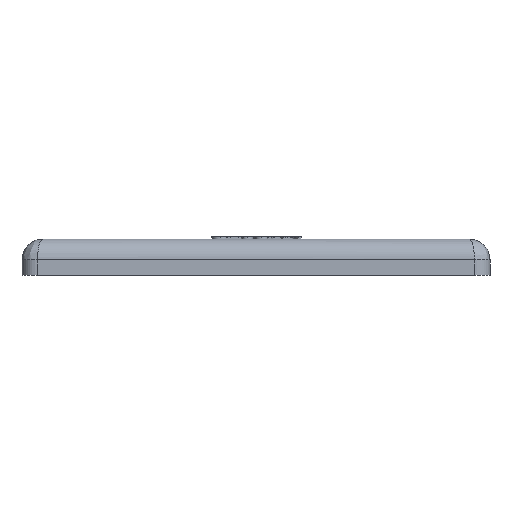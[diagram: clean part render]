
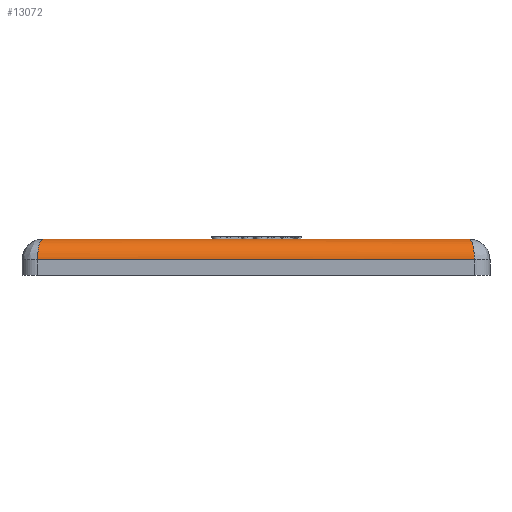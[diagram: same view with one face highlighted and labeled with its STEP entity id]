
A CAD part, front view. The second image highlights one B-rep face of the part: STEP entity #13072.
In plain terms, the highlighted cylindrical face has radius 3.175 mm (diameter 6.35 mm), a partial arc.
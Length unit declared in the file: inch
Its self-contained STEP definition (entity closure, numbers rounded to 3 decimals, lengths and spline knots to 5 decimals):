
#100=CYLINDRICAL_SURFACE('',#13772,0.125);
#1223=FACE_OUTER_BOUND('',#1999,.T.);
#1999=EDGE_LOOP('',(#11902,#11903,#11904,#11905));
#2216=LINE('',#18171,#3558);
#3331=LINE('',#23250,#4673);
#3558=VECTOR('',#14113,0.3937);
#4673=VECTOR('',#16414,0.3937);
#5045=B_SPLINE_CURVE_WITH_KNOTS('',3,(#23225,#23226,#23227,#23228,#23229,
#23230,#23231,#23232,#23233,#23234),.UNSPECIFIED.,.F.,.F.,(4,1,1,1,1,2,
4),(-0.15045,-0.12036,-0.09027,-0.06018,
-0.03009,0.,0.00056),.UNSPECIFIED.);
#5050=B_SPLINE_CURVE_WITH_KNOTS('',3,(#23414,#23415,#23416,#23417,#23418,
#23419,#23420,#23421,#23422,#23423),.UNSPECIFIED.,.F.,.F.,(4,2,1,1,1,1,
4),(-0.00056,0.,0.06018,0.07522,0.09027,
0.12036,0.15045),.UNSPECIFIED.);
#5275=VERTEX_POINT('',#18169);
#5276=VERTEX_POINT('',#18170);
#6279=VERTEX_POINT('',#23170);
#6282=VERTEX_POINT('',#23248);
#6630=EDGE_CURVE('',#5275,#5276,#2216,.T.);
#8137=EDGE_CURVE('',#6279,#5276,#5045,.T.);
#8141=EDGE_CURVE('',#6279,#6282,#3331,.T.);
#8161=EDGE_CURVE('',#5275,#6282,#5050,.T.);
#11902=ORIENTED_EDGE('',*,*,#8137,.F.);
#11903=ORIENTED_EDGE('',*,*,#8141,.T.);
#11904=ORIENTED_EDGE('',*,*,#8161,.F.);
#11905=ORIENTED_EDGE('',*,*,#6630,.T.);
#13072=ADVANCED_FACE('',(#1223),#100,.T.);
#13772=AXIS2_PLACEMENT_3D('',#23506,#16466,#16467);
#14113=DIRECTION('',(-1.,0.,0.));
#16414=DIRECTION('',(1.,0.,0.));
#16466=DIRECTION('center_axis',(1.,0.,0.));
#16467=DIRECTION('ref_axis',(0.,-0.707,0.707));
#18169=CARTESIAN_POINT('',(1.28125,-2.15625,0.21875));
#18170=CARTESIAN_POINT('',(-1.28125,-2.15625,0.21875));
#18171=CARTESIAN_POINT('',(-0.70313,-2.15625,0.21875));
#23170=CARTESIAN_POINT('',(-1.3125,-2.28125,0.09375));
#23225=CARTESIAN_POINT('Ctrl Pts',(-1.3125,-2.28125,0.09375));
#23226=CARTESIAN_POINT('Ctrl Pts',(-1.3125,-2.28125,0.10954));
#23227=CARTESIAN_POINT('Ctrl Pts',(-1.3109,-2.27484,
0.14116));
#23228=CARTESIAN_POINT('Ctrl Pts',(-1.30518,-2.25196,
0.17729));
#23229=CARTESIAN_POINT('Ctrl Pts',(-1.29787,-2.22271,0.20163));
#23230=CARTESIAN_POINT('Ctrl Pts',(-1.2898,-2.19046,
0.21556));
#23231=CARTESIAN_POINT('Ctrl Pts',(-1.2842,-2.16805,
0.21869));
#23232=CARTESIAN_POINT('Ctrl Pts',(-1.28135,-2.15667,
0.21875));
#23233=CARTESIAN_POINT('Ctrl Pts',(-1.2813,-2.15646,
0.21875));
#23234=CARTESIAN_POINT('Ctrl Pts',(-1.28125,-2.15625,0.21875));
#23248=CARTESIAN_POINT('',(1.3125,-2.28125,0.09375));
#23250=CARTESIAN_POINT('',(-0.70313,-2.28125,0.09375));
#23414=CARTESIAN_POINT('Ctrl Pts',(1.28125,-2.15625,0.21875));
#23415=CARTESIAN_POINT('Ctrl Pts',(1.2813,-2.15646,0.21875));
#23416=CARTESIAN_POINT('Ctrl Pts',(1.28135,-2.15667,0.21875));
#23417=CARTESIAN_POINT('Ctrl Pts',(1.28699,-2.17921,0.21863));
#23418=CARTESIAN_POINT('Ctrl Pts',(1.29403,-2.20736,0.21112));
#23419=CARTESIAN_POINT('Ctrl Pts',(1.30152,-2.23733,0.18947));
#23420=CARTESIAN_POINT('Ctrl Pts',(1.30614,-2.25582,0.17121));
#23421=CARTESIAN_POINT('Ctrl Pts',(1.3109,-2.27483,0.14117));
#23422=CARTESIAN_POINT('Ctrl Pts',(1.3125,-2.28125,0.10954));
#23423=CARTESIAN_POINT('Ctrl Pts',(1.3125,-2.28125,0.09375));
#23506=CARTESIAN_POINT('Origin',(-0.70313,-2.15625,0.09375));
